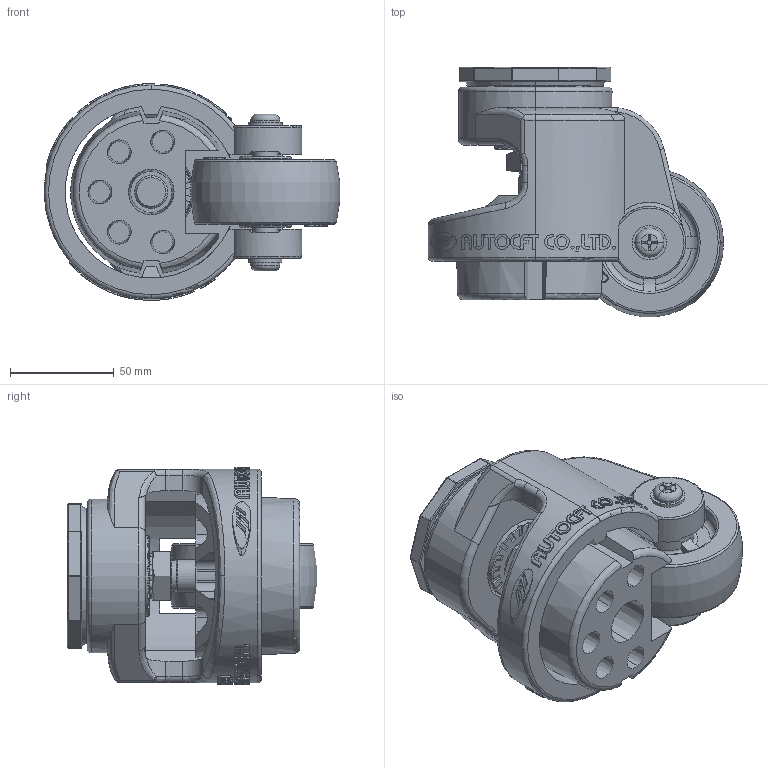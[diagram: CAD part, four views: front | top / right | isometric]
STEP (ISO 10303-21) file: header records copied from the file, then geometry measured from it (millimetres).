
FILE_DESCRIPTION (( 'STEP AP203' ), '1' );
FILE_NAME ('AC-1300S.STEP', '2015-09-08T05:34:27', ( 'WON SINCHUL' ), ( 'Hewlett-Packard Company' ), 'SwSTEP 2.0', 'SolidWorks 2015', '' );
FILE_SCHEMA (( 'CONFIG_CONTROL_DESIGN' ));
Length unit declared in the file: millimetre
Products named in the file (1): AC-1300S
Bounding box: 142.29 x 120.14 x 104.4 mm (x, y, z)
Volume: 579063.4 mm3; surface area: 140905.9 mm2
Topology: 43 solids, 43 shells, 2559 faces, 7130 edges, 4713 vertices
Faces by surface type: plane 1896, cylinder 266, bspline 167, sphere 89, torus 76, cone 65
Entity records: 89945 total; most frequent: CARTESIAN_POINT 32144, ORIENTED_EDGE 13892, DIRECTION 10099, EDGE_CURVE 6946, VERTEX_POINT 4607, AXIS2_PLACEMENT_3D 3377, LINE 3345, VECTOR 3345
